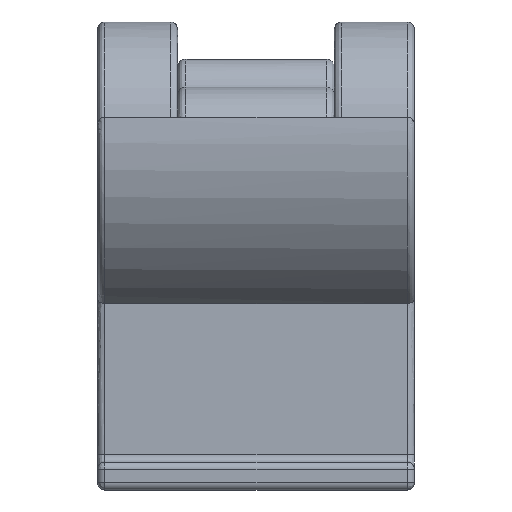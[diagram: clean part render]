
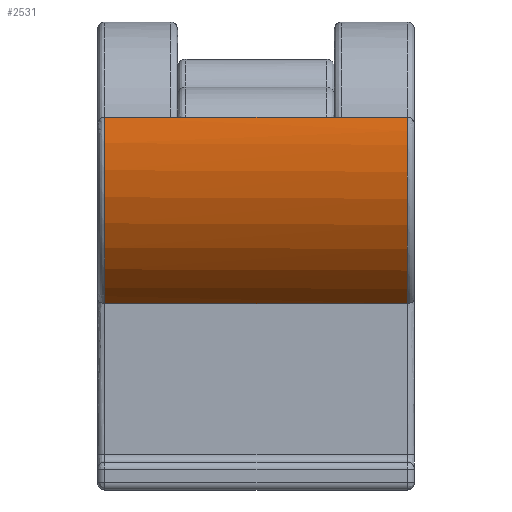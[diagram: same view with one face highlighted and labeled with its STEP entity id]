
A CAD part, left-side view. The second image highlights one B-rep face of the part: STEP entity #2531.
In plain terms, the highlighted free-form (B-spline) face has degree [2, 1] with [3, 2] control points.
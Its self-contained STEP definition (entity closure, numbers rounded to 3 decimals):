
#1779 = VERTEX_POINT('',#1780);
#1780 = CARTESIAN_POINT('',(-9.926,33.98,
    20.47));
#1785 = EDGE_CURVE('',#1779,#1786,#1788,.T.);
#1786 = VERTEX_POINT('',#1787);
#1787 = CARTESIAN_POINT('',(-9.926,0.819,
    20.47));
#1788 = B_SPLINE_CURVE_WITH_KNOTS('',1,(#1789,#1790),.UNSPECIFIED.,.F.,
  .F.,(2,2),(1.016,42.164),.PIECEWISE_BEZIER_KNOTS.);
#1789 = CARTESIAN_POINT('',(-9.926,33.98,
    20.47));
#1790 = CARTESIAN_POINT('',(-9.926,0.819,
    20.47));
#2531 = ADVANCED_FACE('',(#2532),#2556,.T.);
#2532 = FACE_BOUND('',#2533,.T.);
#2533 = EDGE_LOOP('',(#2534,#2543,#2549,#2550));
#2534 = ORIENTED_EDGE('',*,*,#2535,.T.);
#2535 = EDGE_CURVE('',#2536,#2538,#2540,.T.);
#2536 = VERTEX_POINT('',#2537);
#2537 = CARTESIAN_POINT('',(0.,33.98,0.));
#2538 = VERTEX_POINT('',#2539);
#2539 = CARTESIAN_POINT('',(0.,0.819,0.));
#2540 = B_SPLINE_CURVE_WITH_KNOTS('',1,(#2541,#2542),.UNSPECIFIED.,.F.,
  .F.,(2,2),(1.016,42.164),.PIECEWISE_BEZIER_KNOTS.);
#2541 = CARTESIAN_POINT('',(0.,33.98,0.));
#2542 = CARTESIAN_POINT('',(0.,0.819,0.));
#2543 = ORIENTED_EDGE('',*,*,#2544,.T.);
#2544 = EDGE_CURVE('',#2538,#1786,#2545,.T.);
#2545 = ( BOUNDED_CURVE() B_SPLINE_CURVE(2,(#2546,#2547,#2548),
.UNSPECIFIED.,.F.,.F.) B_SPLINE_CURVE_WITH_KNOTS((3,3),(0.527,
1.712),.PIECEWISE_BEZIER_KNOTS.) CURVE() 
GEOMETRIC_REPRESENTATION_ITEM() RATIONAL_B_SPLINE_CURVE((1.,
0.829,1.)) REPRESENTATION_ITEM('') );
#2546 = CARTESIAN_POINT('',(0.,0.819,0.));
#2547 = CARTESIAN_POINT('',(-11.856,0.819,
    6.893));
#2548 = CARTESIAN_POINT('',(-9.926,0.819,
    20.47));
#2549 = ORIENTED_EDGE('',*,*,#1785,.F.);
#2550 = ORIENTED_EDGE('',*,*,#2551,.T.);
#2551 = EDGE_CURVE('',#1779,#2536,#2552,.T.);
#2552 = ( BOUNDED_CURVE() B_SPLINE_CURVE(2,(#2553,#2554,#2555),
.UNSPECIFIED.,.F.,.F.) B_SPLINE_CURVE_WITH_KNOTS((3,3),(4.571,
5.757),.PIECEWISE_BEZIER_KNOTS.) CURVE() 
GEOMETRIC_REPRESENTATION_ITEM() RATIONAL_B_SPLINE_CURVE((1.,
0.829,1.)) REPRESENTATION_ITEM('') );
#2553 = CARTESIAN_POINT('',(-9.926,33.98,
    20.47));
#2554 = CARTESIAN_POINT('',(-11.856,33.98,
    6.893));
#2555 = CARTESIAN_POINT('',(0.,33.98,0.));
#2556 = ( BOUNDED_SURFACE() B_SPLINE_SURFACE(2,1,(
    (#2557,#2558)
    ,(#2559,#2560)
    ,(#2561,#2562
)),.UNSPECIFIED.,.F.,.F.,.F.) B_SPLINE_SURFACE_WITH_KNOTS((3,3),(2,2),(
    4.571,5.757),(1.016,42.164),
.PIECEWISE_BEZIER_KNOTS.) GEOMETRIC_REPRESENTATION_ITEM() 
RATIONAL_B_SPLINE_SURFACE((
    (1.,1.)
    ,(0.829,0.829)
,(1.,1.))) REPRESENTATION_ITEM('') SURFACE() );
#2557 = CARTESIAN_POINT('',(-9.926,33.98,
    20.47));
#2558 = CARTESIAN_POINT('',(-9.926,0.819,
    20.47));
#2559 = CARTESIAN_POINT('',(-11.856,33.98,
    6.893));
#2560 = CARTESIAN_POINT('',(-11.856,0.819,
    6.893));
#2561 = CARTESIAN_POINT('',(0.,33.98,0.));
#2562 = CARTESIAN_POINT('',(0.,0.819,0.));
